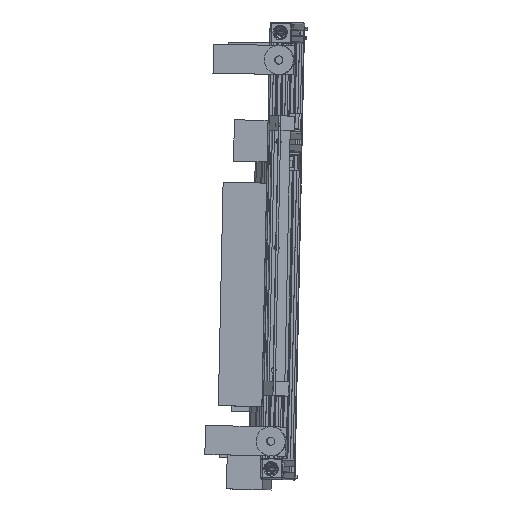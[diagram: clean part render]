
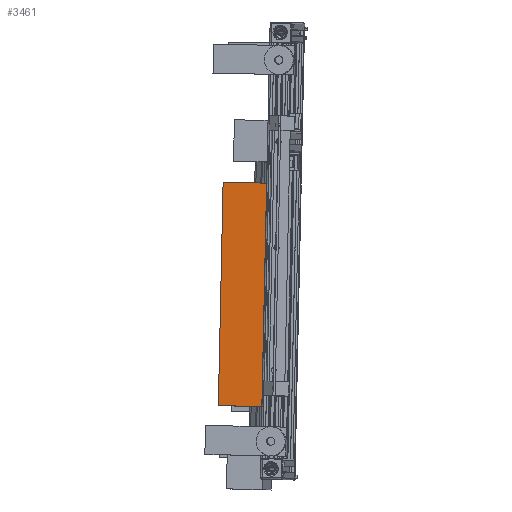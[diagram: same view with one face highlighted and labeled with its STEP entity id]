
A CAD part, top view. The second image highlights one B-rep face of the part: STEP entity #3461.
In plain terms, the highlighted face is planar.
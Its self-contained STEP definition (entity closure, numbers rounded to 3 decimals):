
#3448=AXIS2_PLACEMENT_3D('Plane Axis2P3D',#3445,#3446,#3447) ;
#3122=CARTESIAN_POINT('Vertex',(40.,107.75,27.2)) ;
#3125=CARTESIAN_POINT('Line Origine',(40.,107.75,6.205)) ;
#3129=CARTESIAN_POINT('Vertex',(40.,107.75,-14.791)) ;
#3329=CARTESIAN_POINT('Vertex',(40.,-107.75,-14.791)) ;
#3332=CARTESIAN_POINT('Line Origine',(40.,-107.75,6.205)) ;
#3336=CARTESIAN_POINT('Vertex',(40.,-107.75,27.2)) ;
#3433=CARTESIAN_POINT('Line Origine',(40.,0.,27.2)) ;
#3445=CARTESIAN_POINT('Axis2P3D Location',(40.,0.,0.)) ;
#3450=CARTESIAN_POINT('Line Origine',(40.,0.,-14.791)) ;
#3126=DIRECTION('Vector Direction',(0.,0.,-1.)) ;
#3333=DIRECTION('Vector Direction',(0.,0.,1.)) ;
#3434=DIRECTION('Vector Direction',(0.,1.,0.)) ;
#3446=DIRECTION('Axis2P3D Direction',(1.,0.,0.)) ;
#3447=DIRECTION('Axis2P3D XDirection',(0.,1.,0.)) ;
#3451=DIRECTION('Vector Direction',(0.,-1.,0.)) ;
#3127=VECTOR('Line Direction',#3126,1.) ;
#3334=VECTOR('Line Direction',#3333,1.) ;
#3435=VECTOR('Line Direction',#3434,1.) ;
#3452=VECTOR('Line Direction',#3451,1.) ;
#3456=ORIENTED_EDGE('',*,*,#3131,.T.) ;
#3457=ORIENTED_EDGE('',*,*,#3437,.T.) ;
#3458=ORIENTED_EDGE('',*,*,#3338,.T.) ;
#3459=ORIENTED_EDGE('',*,*,#3454,.T.) ;
#3461=ADVANCED_FACE('PartBody',(#3460),#3449,.T.) ;
#3131=EDGE_CURVE('',#3130,#3123,#3128,.F.) ;
#3338=EDGE_CURVE('',#3337,#3330,#3335,.F.) ;
#3437=EDGE_CURVE('',#3123,#3337,#3436,.F.) ;
#3454=EDGE_CURVE('',#3330,#3130,#3453,.F.) ;
#3455=EDGE_LOOP('',(#3456,#3457,#3458,#3459)) ;
#3460=FACE_OUTER_BOUND('',#3455,.T.) ;
#3128=LINE('Line',#3125,#3127) ;
#3335=LINE('Line',#3332,#3334) ;
#3436=LINE('Line',#3433,#3435) ;
#3453=LINE('Line',#3450,#3452) ;
#3449=PLANE('',#3448) ;
#3123=VERTEX_POINT('',#3122) ;
#3130=VERTEX_POINT('',#3129) ;
#3330=VERTEX_POINT('',#3329) ;
#3337=VERTEX_POINT('',#3336) ;
